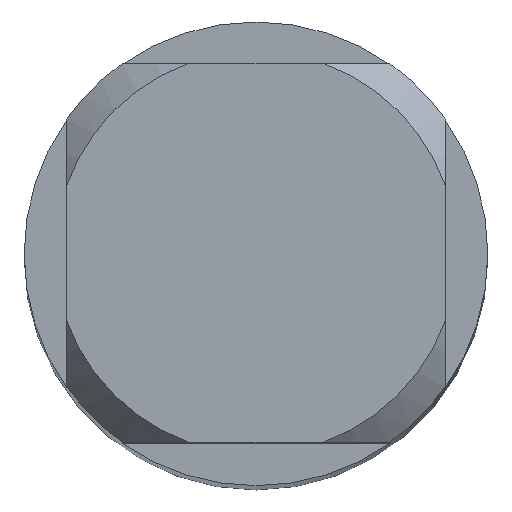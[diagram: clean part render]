
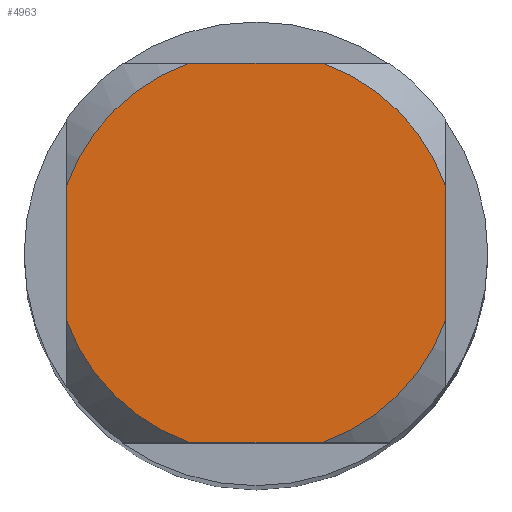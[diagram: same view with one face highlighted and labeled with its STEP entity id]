
A CAD part, top view. The second image highlights one B-rep face of the part: STEP entity #4963.
In plain terms, the highlighted planar face has unit normal (0, 0, 1).
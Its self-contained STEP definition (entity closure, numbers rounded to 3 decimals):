
#2423=VERTEX_POINT('',#7074);
#2495=EDGE_CURVE('',#3343,#5581,#7151,.T.);
#3089=EDGE_CURVE('',#3705,#3471,#7807,.T.);
#3343=VERTEX_POINT('',#8084);
#3471=VERTEX_POINT('',#8224);
#3629=EDGE_CURVE('',#6009,#5771,#8396,.T.);
#3705=VERTEX_POINT('',#8475);
#3847=EDGE_CURVE('',#3343,#3471,#8625,.T.);
#4339=EDGE_CURVE('',#5785,#2423,#9163,.T.);
#4963=ADVANCED_FACE('',(#9852),#9853,.T.);
#4999=EDGE_CURVE('',#3705,#2423,#9898,.T.);
#5499=EDGE_CURVE('',#5785,#5771,#10442,.T.);
#5581=VERTEX_POINT('',#10532);
#5771=VERTEX_POINT('',#10735);
#5785=VERTEX_POINT('',#10749);
#6009=VERTEX_POINT('',#10990);
#6717=EDGE_CURVE('',#6009,#5581,#11761,.T.);
#7074=CARTESIAN_POINT('',(-0.87,2.45,0.0));
#7151=CIRCLE('',#12280,2.6);
#7807=CIRCLE('',#13374,2.6);
#8084=CARTESIAN_POINT('',(2.45,-0.87,0.0));
#8224=CARTESIAN_POINT('',(2.45,0.87,0.0));
#8396=CIRCLE('',#14332,2.6);
#8475=CARTESIAN_POINT('',(0.87,2.45,0.0));
#8625=LINE('',#14723,#14724);
#9163=CIRCLE('',#15581,2.6);
#9852=FACE_OUTER_BOUND('',#16642,.T.);
#9853=PLANE('',#16643);
#9898=LINE('',#16699,#16700);
#10442=LINE('',#17640,#17641);
#10532=CARTESIAN_POINT('',(0.87,-2.45,0.0));
#10735=CARTESIAN_POINT('',(-2.45,-0.87,0.0));
#10749=CARTESIAN_POINT('',(-2.45,0.87,0.0));
#10990=CARTESIAN_POINT('',(-0.87,-2.45,0.0));
#11761=LINE('',#19864,#19865);
#12280=AXIS2_PLACEMENT_3D('',#20471,#20472,#20473);
#13374=AXIS2_PLACEMENT_3D('',#21228,#21229,#21230);
#14332=AXIS2_PLACEMENT_3D('',#21865,#21866,#21867);
#14723=CARTESIAN_POINT('',(2.45,0.65,0.0));
#14724=VECTOR('',#22038,1.0);
#15581=AXIS2_PLACEMENT_3D('',#22941,#22942,#22943);
#16642=EDGE_LOOP('',(#23704,#23705,#23706,#23707,#23708,#23709,#23710,#23711));
#16643=AXIS2_PLACEMENT_3D('',#23712,#23713,#23714);
#16699=CARTESIAN_POINT('',(0.0,2.45,0.0));
#16700=VECTOR('',#23954,1.0);
#17640=CARTESIAN_POINT('',(-2.45,0.65,0.0));
#17641=VECTOR('',#24538,1.0);
#19864=CARTESIAN_POINT('',(0.0,-2.45,0.0));
#19865=VECTOR('',#25849,1.0);
#20471=CARTESIAN_POINT('',(0.0,0.0,0.0));
#20472=DIRECTION('',(0.0,0.0,-1.0));
#20473=DIRECTION('',(0.0,1.0,0.0));
#21228=CARTESIAN_POINT('',(0.0,0.0,0.0));
#21229=DIRECTION('',(0.0,0.0,-1.0));
#21230=DIRECTION('',(0.0,1.0,0.0));
#21865=CARTESIAN_POINT('',(0.0,0.0,0.0));
#21866=DIRECTION('',(0.0,0.0,-1.0));
#21867=DIRECTION('',(0.0,1.0,0.0));
#22038=DIRECTION('',(-0.0,1.0,0.0));
#22941=CARTESIAN_POINT('',(0.0,0.0,0.0));
#22942=DIRECTION('',(0.0,0.0,-1.0));
#22943=DIRECTION('',(0.0,1.0,0.0));
#23704=ORIENTED_EDGE('',*,*,#5499,.T.);
#23705=ORIENTED_EDGE('',*,*,#3629,.F.);
#23706=ORIENTED_EDGE('',*,*,#6717,.T.);
#23707=ORIENTED_EDGE('',*,*,#2495,.F.);
#23708=ORIENTED_EDGE('',*,*,#3847,.T.);
#23709=ORIENTED_EDGE('',*,*,#3089,.F.);
#23710=ORIENTED_EDGE('',*,*,#4999,.T.);
#23711=ORIENTED_EDGE('',*,*,#4339,.F.);
#23712=CARTESIAN_POINT('',(0.0,1.3,0.0));
#23713=DIRECTION('',(-0.0,0.0,1.0));
#23714=DIRECTION('',(0.0,-1.0,0.0));
#23954=DIRECTION('',(-1.0,0.0,0.0));
#24538=DIRECTION('',(-0.0,-1.0,0.0));
#25849=DIRECTION('',(1.0,0.0,0.0));
